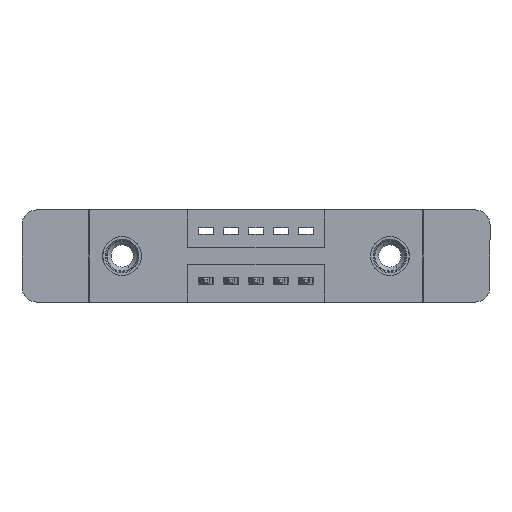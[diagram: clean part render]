
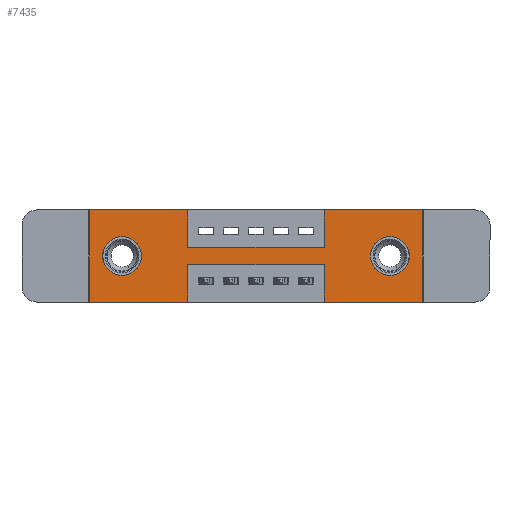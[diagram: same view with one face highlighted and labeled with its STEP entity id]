
A CAD part, front view. The second image highlights one B-rep face of the part: STEP entity #7435.
In plain terms, the highlighted planar face has unit normal (0, -1, 0).
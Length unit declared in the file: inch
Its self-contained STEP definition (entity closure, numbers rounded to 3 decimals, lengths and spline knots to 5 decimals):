
#1 = DIRECTION ( 'NONE',  ( 0., 1., 0. ) ) ;
#227 = ORIENTED_EDGE ( 'NONE', *, *, #7330, .F. ) ;
#234 = CARTESIAN_POINT ( 'NONE',  ( 0.13, 0., -0.263 ) ) ;
#444 = ORIENTED_EDGE ( 'NONE', *, *, #584, .F. ) ;
#550 = VECTOR ( 'NONE', #12377, 39.37008 ) ;
#552 = CARTESIAN_POINT ( 'NONE',  ( 0.9425, 0., -0.37 ) ) ;
#573 = DIRECTION ( 'NONE',  ( 0., -1., 0. ) ) ;
#584 = EDGE_CURVE ( 'NONE', #4756, #1653, #4964, .T. ) ;
#588 = CARTESIAN_POINT ( 'NONE',  ( 1.205, 0., -0.107 ) ) ;
#806 = EDGE_CURVE ( 'NONE', #1574, #10150, #2440, .T. ) ;
#819 = VERTEX_POINT ( 'NONE', #6053 ) ;
#909 = VECTOR ( 'NONE', #1617, 39.37008 ) ;
#1027 = DIRECTION ( 'NONE',  ( 0., 0., -1. ) ) ;
#1042 = CIRCLE ( 'NONE', #10553, 0.078 ) ;
#1056 = VERTEX_POINT ( 'NONE', #3785 ) ;
#1064 = DIRECTION ( 'NONE',  ( 0., 1., 0. ) ) ;
#1179 = DIRECTION ( 'NONE',  ( 0., 0., -1. ) ) ;
#1349 = VERTEX_POINT ( 'NONE', #3451 ) ;
#1379 = LINE ( 'NONE', #2872, #7315 ) ;
#1542 = VECTOR ( 'NONE', #13712, 39.37008 ) ;
#1574 = VERTEX_POINT ( 'NONE', #12508 ) ;
#1617 = DIRECTION ( 'NONE',  ( -1., 0., 0. ) ) ;
#1653 = VERTEX_POINT ( 'NONE', #552 ) ;
#1801 = CARTESIAN_POINT ( 'NONE',  ( 0., 0., 0. ) ) ;
#2112 = VERTEX_POINT ( 'NONE', #8029 ) ;
#2117 = DIRECTION ( 'NONE',  ( 0., 0., -1. ) ) ;
#2150 = CARTESIAN_POINT ( 'NONE',  ( 0., 0., -0.37 ) ) ;
#2440 = LINE ( 'NONE', #1801, #3624 ) ;
#2552 = VERTEX_POINT ( 'NONE', #10819 ) ;
#2563 = LINE ( 'NONE', #7463, #12633 ) ;
#2872 = CARTESIAN_POINT ( 'NONE',  ( 0.3925, 0., -0.15 ) ) ;
#2918 = EDGE_CURVE ( 'NONE', #10150, #4756, #8800, .T. ) ;
#2960 = VERTEX_POINT ( 'NONE', #10219 ) ;
#3227 = CIRCLE ( 'NONE', #12470, 0.078 ) ;
#3235 = CARTESIAN_POINT ( 'NONE',  ( 0.13, 0., -0.185 ) ) ;
#3257 = ORIENTED_EDGE ( 'NONE', *, *, #11944, .T. ) ;
#3258 = CARTESIAN_POINT ( 'NONE',  ( 1.335, 0., 0. ) ) ;
#3291 = EDGE_CURVE ( 'NONE', #2960, #3308, #12129, .T. ) ;
#3308 = VERTEX_POINT ( 'NONE', #588 ) ;
#3451 = CARTESIAN_POINT ( 'NONE',  ( 0.3925, 0., 0. ) ) ;
#3531 = VERTEX_POINT ( 'NONE', #234 ) ;
#3624 = VECTOR ( 'NONE', #13771, 39.37008 ) ;
#3654 = CIRCLE ( 'NONE', #10948, 0.078 ) ;
#3729 = EDGE_LOOP ( 'NONE', ( #11670, #8367 ) ) ;
#3753 = EDGE_LOOP ( 'NONE', ( #10214, #7503, #227, #444, #12888, #7536, #4521, #12818, #7338, #4032, #5765, #10406 ) ) ;
#3785 = CARTESIAN_POINT ( 'NONE',  ( 0.13, 0., -0.107 ) ) ;
#3922 = DIRECTION ( 'NONE',  ( 1., 0., 0. ) ) ;
#4032 = ORIENTED_EDGE ( 'NONE', *, *, #5622, .F. ) ;
#4088 = DIRECTION ( 'NONE',  ( 0., 0., 1. ) ) ;
#4163 = DIRECTION ( 'NONE',  ( 0., 0., 1. ) ) ;
#4311 = VERTEX_POINT ( 'NONE', #13465 ) ;
#4521 = ORIENTED_EDGE ( 'NONE', *, *, #11816, .F. ) ;
#4756 = VERTEX_POINT ( 'NONE', #9438 ) ;
#4964 = LINE ( 'NONE', #9084, #909 ) ;
#4982 = EDGE_CURVE ( 'NONE', #4311, #12979, #13116, .T. ) ;
#5466 = CARTESIAN_POINT ( 'NONE',  ( 0., 0., 0. ) ) ;
#5622 = EDGE_CURVE ( 'NONE', #2112, #1349, #12252, .T. ) ;
#5765 = ORIENTED_EDGE ( 'NONE', *, *, #12102, .F. ) ;
#5917 = VECTOR ( 'NONE', #1179, 39.37008 ) ;
#6053 = CARTESIAN_POINT ( 'NONE',  ( 0.3925, 0., -0.15 ) ) ;
#6172 = CARTESIAN_POINT ( 'NONE',  ( 0.9425, 0., -0.37 ) ) ;
#6723 = LINE ( 'NONE', #6172, #12250 ) ;
#7070 = DIRECTION ( 'NONE',  ( 0., 0., -1. ) ) ;
#7080 = VECTOR ( 'NONE', #9746, 39.37008 ) ;
#7142 = CARTESIAN_POINT ( 'NONE',  ( 0., 0., -0.37 ) ) ;
#7181 = EDGE_CURVE ( 'NONE', #8117, #4311, #12581, .T. ) ;
#7315 = VECTOR ( 'NONE', #13492, 39.37008 ) ;
#7330 = EDGE_CURVE ( 'NONE', #1653, #8117, #6723, .T. ) ;
#7338 = ORIENTED_EDGE ( 'NONE', *, *, #13656, .F. ) ;
#7435 = ADVANCED_FACE ( 'NONE', ( #11411, #13423, #7740 ), #12825, .T. ) ;
#7463 = CARTESIAN_POINT ( 'NONE',  ( 0.3925, 0., 0. ) ) ;
#7503 = ORIENTED_EDGE ( 'NONE', *, *, #7181, .F. ) ;
#7536 = ORIENTED_EDGE ( 'NONE', *, *, #806, .F. ) ;
#7604 = EDGE_LOOP ( 'NONE', ( #3257, #10941 ) ) ;
#7645 = LINE ( 'NONE', #9491, #1542 ) ;
#7740 = FACE_OUTER_BOUND ( 'NONE', #3753, .T. ) ;
#8029 = CARTESIAN_POINT ( 'NONE',  ( 0., 0., 0. ) ) ;
#8093 = AXIS2_PLACEMENT_3D ( 'NONE', #8194, #11336, #7070 ) ;
#8117 = VERTEX_POINT ( 'NONE', #11898 ) ;
#8194 = CARTESIAN_POINT ( 'NONE',  ( 1.205, 0., -0.185 ) ) ;
#8307 = EDGE_CURVE ( 'NONE', #3531, #1056, #3654, .T. ) ;
#8367 = ORIENTED_EDGE ( 'NONE', *, *, #8307, .T. ) ;
#8390 = CARTESIAN_POINT ( 'NONE',  ( 1.205, 0., -0.185 ) ) ;
#8800 = LINE ( 'NONE', #3258, #5917 ) ;
#9084 = CARTESIAN_POINT ( 'NONE',  ( 0., 0., -0.37 ) ) ;
#9240 = VECTOR ( 'NONE', #10210, 39.37008 ) ;
#9438 = CARTESIAN_POINT ( 'NONE',  ( 1.335, 0., -0.37 ) ) ;
#9472 = LINE ( 'NONE', #5466, #12480 ) ;
#9491 = CARTESIAN_POINT ( 'NONE',  ( 0.9425, 0., 0. ) ) ;
#9536 = CARTESIAN_POINT ( 'NONE',  ( 0., 0., 0. ) ) ;
#9665 = DIRECTION ( 'NONE',  ( 0., 0., 1. ) ) ;
#9746 = DIRECTION ( 'NONE',  ( 0., 0., -1. ) ) ;
#10076 = CARTESIAN_POINT ( 'NONE',  ( 0.3925, 0., -0.22 ) ) ;
#10133 = EDGE_CURVE ( 'NONE', #12979, #2552, #13178, .T. ) ;
#10150 = VERTEX_POINT ( 'NONE', #13507 ) ;
#10204 = VERTEX_POINT ( 'NONE', #10221 ) ;
#10210 = DIRECTION ( 'NONE',  ( -1., 0., 0. ) ) ;
#10214 = ORIENTED_EDGE ( 'NONE', *, *, #4982, .F. ) ;
#10219 = CARTESIAN_POINT ( 'NONE',  ( 1.205, 0., -0.263 ) ) ;
#10221 = CARTESIAN_POINT ( 'NONE',  ( 0.9425, 0., -0.15 ) ) ;
#10406 = ORIENTED_EDGE ( 'NONE', *, *, #10133, .F. ) ;
#10553 = AXIS2_PLACEMENT_3D ( 'NONE', #3235, #1064, #10767 ) ;
#10675 = EDGE_CURVE ( 'NONE', #819, #10204, #1379, .T. ) ;
#10749 = CARTESIAN_POINT ( 'NONE',  ( 0.13, 0., -0.185 ) ) ;
#10767 = DIRECTION ( 'NONE',  ( 0., 0., 1. ) ) ;
#10819 = CARTESIAN_POINT ( 'NONE',  ( 0., 0., -0.37 ) ) ;
#10941 = ORIENTED_EDGE ( 'NONE', *, *, #3291, .T. ) ;
#10948 = AXIS2_PLACEMENT_3D ( 'NONE', #10749, #1, #4163 ) ;
#11005 = EDGE_CURVE ( 'NONE', #1056, #3531, #1042, .T. ) ;
#11280 = DIRECTION ( 'NONE',  ( 0., 0., -1. ) ) ;
#11336 = DIRECTION ( 'NONE',  ( 0., 1., 0. ) ) ;
#11411 = FACE_BOUND ( 'NONE', #7604, .T. ) ;
#11413 = VECTOR ( 'NONE', #3922, 39.37008 ) ;
#11568 = DIRECTION ( 'NONE',  ( 0., 1., 0. ) ) ;
#11670 = ORIENTED_EDGE ( 'NONE', *, *, #11005, .T. ) ;
#11816 = EDGE_CURVE ( 'NONE', #10204, #1574, #7645, .T. ) ;
#11898 = CARTESIAN_POINT ( 'NONE',  ( 0.9425, 0., -0.22 ) ) ;
#11944 = EDGE_CURVE ( 'NONE', #3308, #2960, #3227, .T. ) ;
#12102 = EDGE_CURVE ( 'NONE', #2552, #2112, #9472, .T. ) ;
#12129 = CIRCLE ( 'NONE', #8093, 0.078 ) ;
#12250 = VECTOR ( 'NONE', #4088, 39.37008 ) ;
#12252 = LINE ( 'NONE', #9536, #11413 ) ;
#12266 = AXIS2_PLACEMENT_3D ( 'NONE', #2150, #573, #11280 ) ;
#12377 = DIRECTION ( 'NONE',  ( -1., 0., 0. ) ) ;
#12470 = AXIS2_PLACEMENT_3D ( 'NONE', #8390, #11568, #1027 ) ;
#12480 = VECTOR ( 'NONE', #9665, 39.37008 ) ;
#12508 = CARTESIAN_POINT ( 'NONE',  ( 0.9425, 0., 0. ) ) ;
#12581 = LINE ( 'NONE', #10076, #9240 ) ;
#12633 = VECTOR ( 'NONE', #2117, 39.37008 ) ;
#12689 = CARTESIAN_POINT ( 'NONE',  ( 0.3925, 0., -0.37 ) ) ;
#12818 = ORIENTED_EDGE ( 'NONE', *, *, #10675, .F. ) ;
#12825 = PLANE ( 'NONE',  #12266 ) ;
#12888 = ORIENTED_EDGE ( 'NONE', *, *, #2918, .F. ) ;
#12979 = VERTEX_POINT ( 'NONE', #13239 ) ;
#13116 = LINE ( 'NONE', #12689, #7080 ) ;
#13178 = LINE ( 'NONE', #7142, #550 ) ;
#13239 = CARTESIAN_POINT ( 'NONE',  ( 0.3925, 0., -0.37 ) ) ;
#13423 = FACE_BOUND ( 'NONE', #3729, .T. ) ;
#13465 = CARTESIAN_POINT ( 'NONE',  ( 0.3925, 0., -0.22 ) ) ;
#13492 = DIRECTION ( 'NONE',  ( 1., 0., 0. ) ) ;
#13507 = CARTESIAN_POINT ( 'NONE',  ( 1.335, 0., 0. ) ) ;
#13656 = EDGE_CURVE ( 'NONE', #1349, #819, #2563, .T. ) ;
#13712 = DIRECTION ( 'NONE',  ( 0., 0., 1. ) ) ;
#13771 = DIRECTION ( 'NONE',  ( 1., 0., 0. ) ) ;
